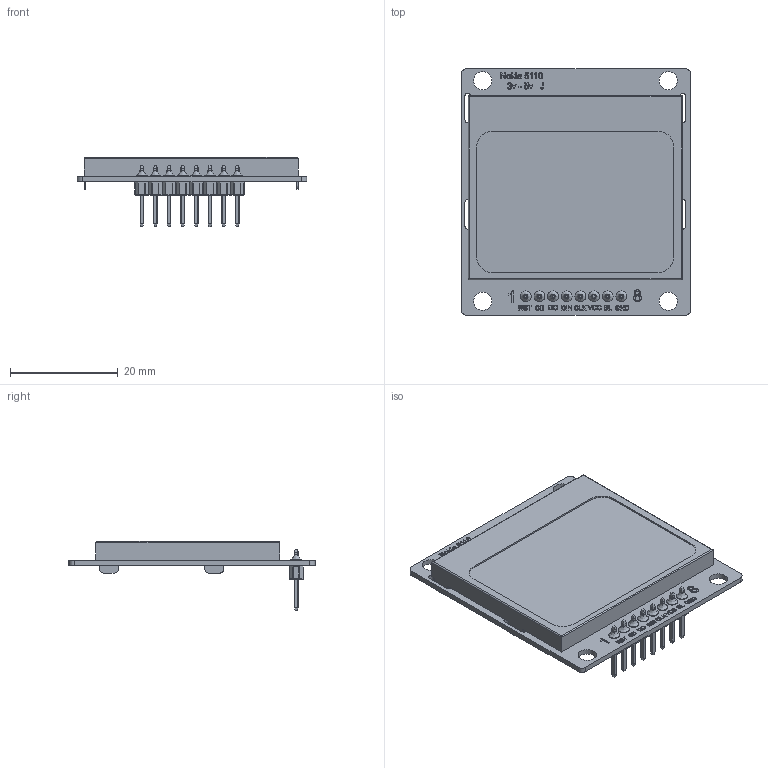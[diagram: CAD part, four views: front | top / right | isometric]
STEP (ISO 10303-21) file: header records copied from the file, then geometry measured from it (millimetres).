
FILE_DESCRIPTION(/* description */ (''),/* implementation_level */ '2;1');
FILE_NAME(/* name */ 'LCD Nokia 5110_gn v5.step',/* time_stamp */ '2020-02-20T10:12:09+01:00',/* author */ (''),/* organization */ (''),/* preprocessor_version */ 'ST-DEVELOPER v18',/* originating_system */ 'Autodesk Translation Framework v8.12.0.6',/* authorisation */ '');
FILE_SCHEMA (('AUTOMOTIVE_DESIGN { 1 0 10303 214 3 1 1 }'));
Products named in the file (4): LCD Nokia 5110_gn; Nokia_5110_Display; Pin Header Male 01x08 P2.54mm v1; Male Pin Header
Assembly tree (10 placements, depth 3):
  LCD Nokia 5110_gn
    Nokia_5110_Display
    Pin Header Male 01x08 P2.54mm v1
      Male Pin Header  x8
Bounding box: 42.7 x 45.8 x 12.84 mm (x, y, z)
Volume: 6526.1 mm3; surface area: 12200.8 mm2
Topology: 12 solids, 12 shells, 2427 faces, 6420 edges, 4108 vertices
Faces by surface type: plane 994, bspline 937, cylinder 368, sphere 128
Full cylindrical faces by diameter (mm): 1 x8, 2 x8, 3.4 x4
Entity records: 62856 total; most frequent: CARTESIAN_POINT 25537, ORIENTED_EDGE 9326, EDGE_CURVE 4663, DIRECTION 4532, VERTEX_POINT 3086, LINE 2618, VECTOR 2618, B_SPLINE_CURVE_WITH_KNOTS 1871
